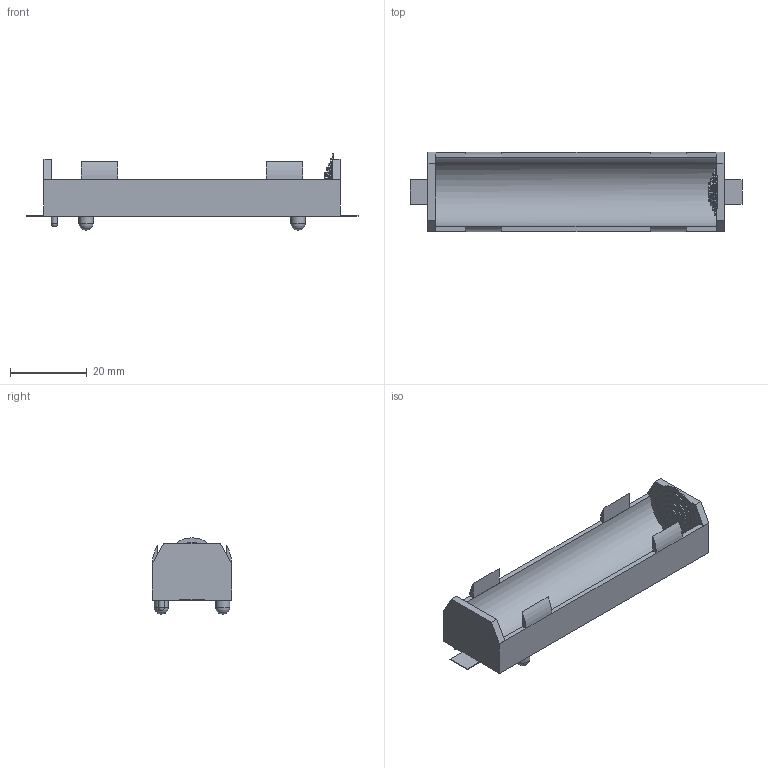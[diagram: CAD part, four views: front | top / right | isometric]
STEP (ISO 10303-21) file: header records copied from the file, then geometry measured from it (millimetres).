
FILE_DESCRIPTION(('FreeCAD Model'),'2;1');
FILE_NAME('Keystone_1042_1x18650.step', '2020-10-01T15:51:34',('kicad StepUp'),('ksu MCAD'), 'Open CASCADE STEP processor 7.3','FreeCAD','Unknown');
FILE_SCHEMA(('AUTOMOTIVE_DESIGN { 1 0 10303 214 1 1 1 1 }'));
Length unit declared in the file: millimetre
Products named in the file (1): Keystone_1042_1x18650
Bounding box: 86.41 x 20.65 x 19.83 mm (x, y, z)
Volume: 6080.8 mm3; surface area: 7377.3 mm2
Topology: 9 solids, 9 shells, 86 faces, 570 edges, 1587 vertices
Faces by surface type: plane 62, cylinder 21, revolution 3
Full cylindrical faces by diameter (mm): 0.02 x1, 1.57 x1, 2.4 x1, 3.68 x2, 4.8 x2, 7.2 x2, 9.6 x2, 12 x1
Entity records: 6910 total; most frequent: CARTESIAN_POINT 2328, DIRECTION 903, LINE 408, VECTOR 408, GEOMETRIC_CURVE_SET 381, ORIENTED_EDGE 380, TRIMMED_CURVE 380, AXIS2_PLACEMENT_3D 246
